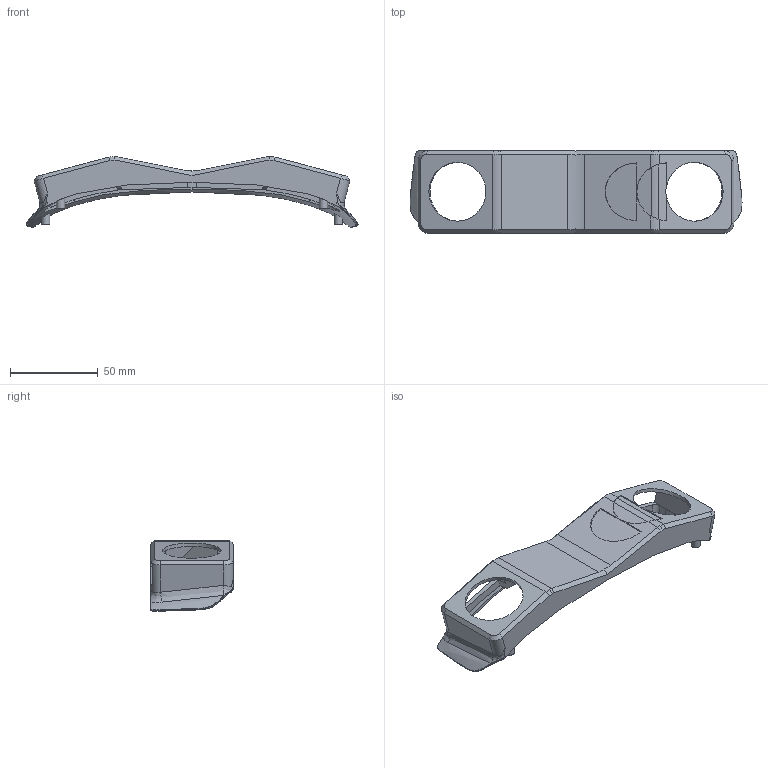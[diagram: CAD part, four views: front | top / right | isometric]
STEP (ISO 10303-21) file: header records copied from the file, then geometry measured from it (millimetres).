
FILE_DESCRIPTION(/* description */ (''),/* implementation_level */ '2;1');
FILE_NAME(/* name */ 'Bracket.step',/* time_stamp */ '2019-07-07T09:45:56-05:00',/* author */ (''),/* organization */ (''),/* preprocessor_version */ 'ST-DEVELOPER v18',/* originating_system */ 'Autodesk Translation Framework v8.2.0.1029',/* authorisation */ '');
FILE_SCHEMA (('AUTOMOTIVE_DESIGN { 1 0 10303 214 3 1 1 }'));
Length unit declared in the file: millimetre
Products named in the file (1): FusionComponent
Bounding box: 189.45 x 47.06 x 40.47 mm (x, y, z)
Volume: 32734.6 mm3; surface area: 31852 mm2
Topology: 1 solids, 1 shells, 203 faces, 540 edges, 341 vertices
Faces by surface type: bspline 87, plane 79, cylinder 29, cone 8
Full cylindrical faces by diameter (mm): 3.3 x4, 4.7 x4, 33.642 x2
Entity records: 21075 total; most frequent: CARTESIAN_POINT 16707, ORIENTED_EDGE 1080, DIRECTION 593, EDGE_CURVE 540, VERTEX_POINT 341, B_SPLINE_CURVE_WITH_KNOTS 249, LINE 223, VECTOR 223
